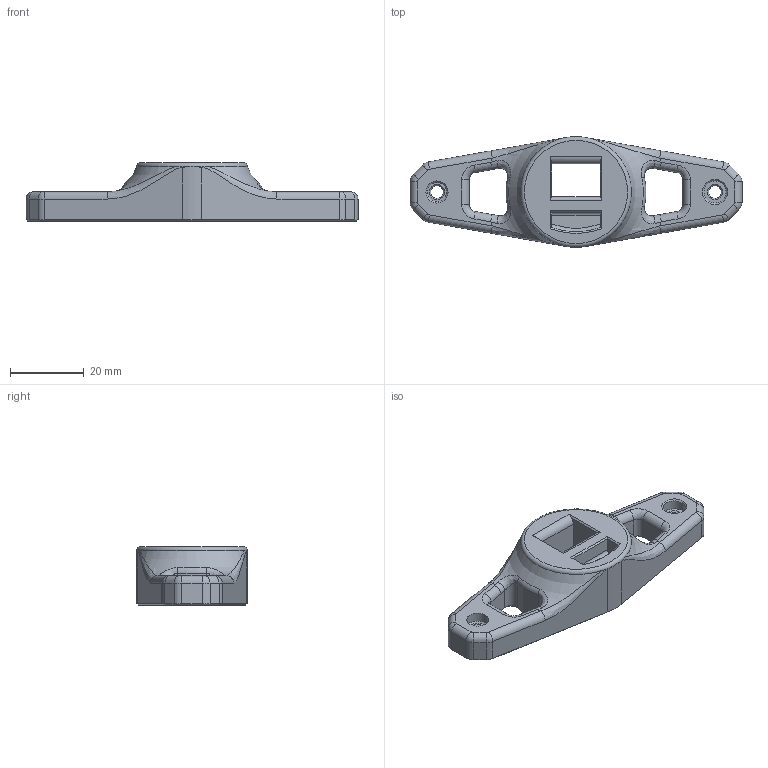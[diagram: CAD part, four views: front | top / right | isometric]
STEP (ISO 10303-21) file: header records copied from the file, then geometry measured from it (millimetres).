
FILE_DESCRIPTION(/* description */ ('STEP AP242','CAx-IF Rec.Pracs.---Representation and Presentation of Product Manufacturing Information (PMI)---4.0---2014-10-13','CAx-IF Rec.Pracs.---3D Tessellated Geometry---0.4---2014-09-14','2;1'),/* implementation_level */ '2;1');
FILE_NAME(/* name */ '6666e97d5b04a43d508783fc',/* time_stamp */ '2024-06-10T11:54:38Z',/* author */ (''),/* organization */ (''),/* preprocessor_version */ 'ST-DEVELOPER v20',/* originating_system */ ' ',/* authorisation */ ' ');
FILE_SCHEMA (('AP242_MANAGED_MODEL_BASED_3D_ENGINEERING_MIM_LF { 1 0 10303 442 1 1 4 }'));
Length unit declared in the file: metre
Products named in the file (1): Part 1
Bounding box: 90 x 30 x 15.8 mm (x, y, z)
Volume: 17650.2 mm3; surface area: 6954.2 mm2
Topology: 1 solids, 1 shells, 159 faces, 378 edges, 222 vertices
Faces by surface type: plane 56, cylinder 45, cone 28, torus 18, bspline 12
Full cylindrical faces by diameter (mm): 3.4 x2, 6 x2
Entity records: 4840 total; most frequent: CARTESIAN_POINT 1200, DIRECTION 776, ORIENTED_EDGE 736, EDGE_CURVE 368, AXIS2_PLACEMENT_3D 298, VERTEX_POINT 222, LINE 180, VECTOR 180
